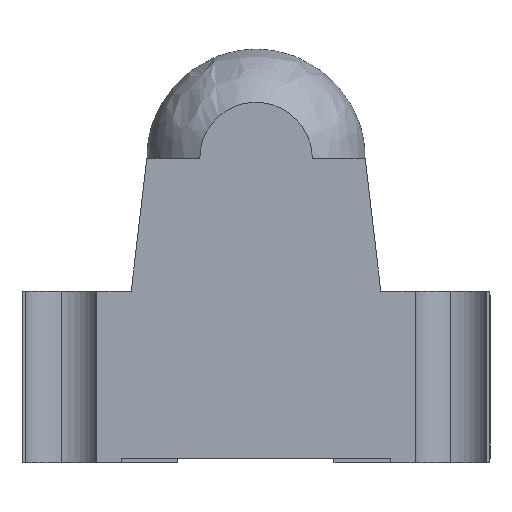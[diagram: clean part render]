
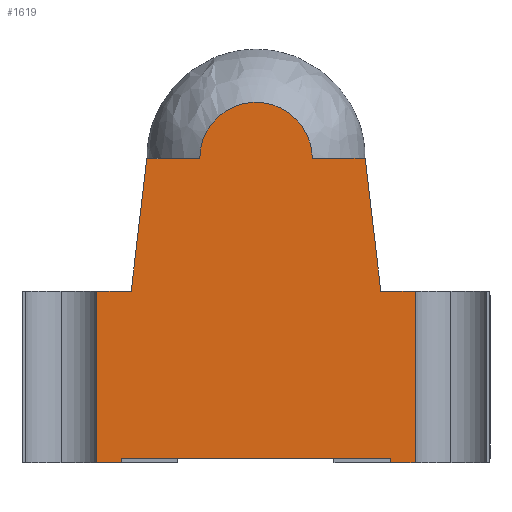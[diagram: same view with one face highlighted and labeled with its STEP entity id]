
A CAD part, left-side view. The second image highlights one B-rep face of the part: STEP entity #1619.
In plain terms, the highlighted planar face has unit normal (-1, 0, 0).
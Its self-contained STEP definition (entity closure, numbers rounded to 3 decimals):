
#30 = CARTESIAN_POINT ( 'NONE',  ( -0.6, 0.799, -0.03 ) ) ;
#33 = CARTESIAN_POINT ( 'NONE',  ( -0.6, 1.5, 0. ) ) ;
#41 = DIRECTION ( 'NONE',  ( 0., -1., 0. ) ) ;
#42 = VERTEX_POINT ( 'NONE', #92 ) ;
#48 = CARTESIAN_POINT ( 'NONE',  ( -0.6, 0.188, 1.171 ) ) ;
#54 = CARTESIAN_POINT ( 'NONE',  ( -0.6, -0.862, -1.07 ) ) ;
#57 = EDGE_CURVE ( 'NONE', #1562, #42, #1609, .T. ) ;
#70 = ORIENTED_EDGE ( 'NONE', *, *, #101, .F. ) ;
#92 = CARTESIAN_POINT ( 'NONE',  ( -0.6, 0.862, -1.07 ) ) ;
#101 = EDGE_CURVE ( 'NONE', #1493, #607, #1336, .T. ) ;
#134 = CARTESIAN_POINT ( 'NONE',  ( -0.6, 0.361, 0.85 ) ) ;
#135 = DIRECTION ( 'NONE',  ( 0., -0.117, -0.993 ) ) ;
#150 = ORIENTED_EDGE ( 'NONE', *, *, #1358, .F. ) ;
#151 = VECTOR ( 'NONE', #177, 1000. ) ;
#153 = VERTEX_POINT ( 'NONE', #397 ) ;
#157 = VERTEX_POINT ( 'NONE', #134 ) ;
#177 = DIRECTION ( 'NONE',  ( 0., -1., 0. ) ) ;
#184 = CARTESIAN_POINT ( 'NONE',  ( -0.6, 0.361, 0.945 ) ) ;
#191 = CARTESIAN_POINT ( 'NONE',  ( -0.6, -0.8, 0. ) ) ;
#226 = CARTESIAN_POINT ( 'NONE',  ( -0.6, 0.799, -1.1 ) ) ;
#229 = VERTEX_POINT ( 'NONE', #1339 ) ;
#296 = CARTESIAN_POINT ( 'NONE',  ( -0.6, 0.8, 0. ) ) ;
#305 = CARTESIAN_POINT ( 'NONE',  ( -0.6, -0.094, 1.211 ) ) ;
#311 = CARTESIAN_POINT ( 'NONE',  ( -0.6, 0.321, 1.038 ) ) ;
#320 = ORIENTED_EDGE ( 'NONE', *, *, #543, .T. ) ;
#325 = CARTESIAN_POINT ( 'NONE',  ( -0.6, 0.094, 1.21 ) ) ;
#333 = AXIS2_PLACEMENT_3D ( 'NONE', #30, #1583, #1323 ) ;
#352 = CARTESIAN_POINT ( 'NONE',  ( -0.6, -0.361, 0.85 ) ) ;
#363 = VECTOR ( 'NONE', #135, 1000. ) ;
#373 = LINE ( 'NONE', #226, #1243 ) ;
#376 = CARTESIAN_POINT ( 'NONE',  ( -0.6, -0.361, 0.85 ) ) ;
#379 = CARTESIAN_POINT ( 'NONE',  ( -0.6, 1.02, -1.1 ) ) ;
#393 = DIRECTION ( 'NONE',  ( 0., -0.117, 0.993 ) ) ;
#397 = CARTESIAN_POINT ( 'NONE',  ( -0.6, -1.02, 0. ) ) ;
#413 = VECTOR ( 'NONE', #1363, 1000. ) ;
#449 = CARTESIAN_POINT ( 'NONE',  ( -0.6, -0.361, 0.85 ) ) ;
#461 = VERTEX_POINT ( 'NONE', #379 ) ;
#481 = ORIENTED_EDGE ( 'NONE', *, *, #57, .F. ) ;
#498 = EDGE_CURVE ( 'NONE', #1477, #229, #373, .T. ) ;
#509 = VECTOR ( 'NONE', #41, 1000. ) ;
#527 = LINE ( 'NONE', #1052, #509 ) ;
#543 = EDGE_CURVE ( 'NONE', #157, #607, #676, .T. ) ;
#547 = VECTOR ( 'NONE', #948, 1000. ) ;
#552 = DIRECTION ( 'NONE',  ( 0., 0., 1. ) ) ;
#562 = CARTESIAN_POINT ( 'NONE',  ( -0.6, -0.862, -1.07 ) ) ;
#565 = LINE ( 'NONE', #1261, #363 ) ;
#582 = VECTOR ( 'NONE', #1242, 1000. ) ;
#587 = DIRECTION ( 'NONE',  ( 0., 1., 0. ) ) ;
#606 = EDGE_CURVE ( 'NONE', #461, #958, #1497, .T. ) ;
#607 = VERTEX_POINT ( 'NONE', #1424 ) ;
#625 = CARTESIAN_POINT ( 'NONE',  ( -0.6, 0.862, -1.1 ) ) ;
#650 = DIRECTION ( 'NONE',  ( 0., 0., 1. ) ) ;
#660 = CARTESIAN_POINT ( 'NONE',  ( -0.6, 1.02, -0.03 ) ) ;
#661 = CARTESIAN_POINT ( 'NONE',  ( -0.6, 0.361, 0.85 ) ) ;
#673 = ORIENTED_EDGE ( 'NONE', *, *, #1634, .F. ) ;
#676 = LINE ( 'NONE', #1383, #870 ) ;
#678 = CARTESIAN_POINT ( 'NONE',  ( -0.6, -1.02, 0. ) ) ;
#688 = LINE ( 'NONE', #678, #1162 ) ;
#705 = ORIENTED_EDGE ( 'NONE', *, *, #1104, .F. ) ;
#707 = EDGE_LOOP ( 'NONE', ( #1578, #150, #1357, #481, #673, #789, #1313, #1355, #900, #862, #1630, #320, #70, #705 ) ) ;
#713 = EDGE_CURVE ( 'NONE', #1477, #153, #688, .T. ) ;
#714 = VERTEX_POINT ( 'NONE', #191 ) ;
#727 = CARTESIAN_POINT ( 'NONE',  ( -0.6, 0.862, -1.07 ) ) ;
#730 = FACE_OUTER_BOUND ( 'NONE', #707, .T. ) ;
#760 = LINE ( 'NONE', #33, #151 ) ;
#789 = ORIENTED_EDGE ( 'NONE', *, *, #498, .F. ) ;
#850 = VERTEX_POINT ( 'NONE', #987 ) ;
#862 = ORIENTED_EDGE ( 'NONE', *, *, #1446, .T. ) ;
#870 = VECTOR ( 'NONE', #1258, 1000. ) ;
#878 = DIRECTION ( 'NONE',  ( 0., 1., 0. ) ) ;
#900 = ORIENTED_EDGE ( 'NONE', *, *, #1268, .F. ) ;
#916 = CARTESIAN_POINT ( 'NONE',  ( -0.6, -1.02, -1.1 ) ) ;
#930 = PLANE ( 'NONE',  #333 ) ;
#935 = VECTOR ( 'NONE', #650, 1000. ) ;
#948 = DIRECTION ( 'NONE',  ( 0., 0., 1. ) ) ;
#956 = CARTESIAN_POINT ( 'NONE',  ( -0.6, -0.322, 1.038 ) ) ;
#958 = VERTEX_POINT ( 'NONE', #1145 ) ;
#987 = CARTESIAN_POINT ( 'NONE',  ( -0.6, -0.7, 0.85 ) ) ;
#990 = CARTESIAN_POINT ( 'NONE',  ( -0.6, 1.5, -1.1 ) ) ;
#1010 = LINE ( 'NONE', #376, #1337 ) ;
#1035 = LINE ( 'NONE', #990, #1271 ) ;
#1041 = EDGE_CURVE ( 'NONE', #714, #153, #527, .T. ) ;
#1052 = CARTESIAN_POINT ( 'NONE',  ( -0.6, 0.799, 0. ) ) ;
#1080 = LINE ( 'NONE', #727, #413 ) ;
#1104 = EDGE_CURVE ( 'NONE', #958, #1493, #760, .T. ) ;
#1129 = LINE ( 'NONE', #562, #547 ) ;
#1143 = CARTESIAN_POINT ( 'NONE',  ( -0.6, 0.8, 0. ) ) ;
#1145 = CARTESIAN_POINT ( 'NONE',  ( -0.6, 1.02, 0. ) ) ;
#1162 = VECTOR ( 'NONE', #552, 1000. ) ;
#1173 = DIRECTION ( 'NONE',  ( 0., 1., 0. ) ) ;
#1190 = CARTESIAN_POINT ( 'NONE',  ( -0.6, -0.187, 1.172 ) ) ;
#1200 = CARTESIAN_POINT ( 'NONE',  ( -0.6, -0.361, 0.945 ) ) ;
#1201 = EDGE_CURVE ( 'NONE', #42, #1319, #1080, .T. ) ;
#1242 = DIRECTION ( 'NONE',  ( 0., 1., 0. ) ) ;
#1243 = VECTOR ( 'NONE', #587, 1000. ) ;
#1250 = VERTEX_POINT ( 'NONE', #352 ) ;
#1258 = DIRECTION ( 'NONE',  ( 0., 1., 0. ) ) ;
#1261 = CARTESIAN_POINT ( 'NONE',  ( -0.6, -0.7, 0.85 ) ) ;
#1268 = EDGE_CURVE ( 'NONE', #850, #714, #565, .T. ) ;
#1271 = VECTOR ( 'NONE', #878, 1000. ) ;
#1313 = ORIENTED_EDGE ( 'NONE', *, *, #713, .T. ) ;
#1319 = VERTEX_POINT ( 'NONE', #625 ) ;
#1323 = DIRECTION ( 'NONE',  ( 0., 0., -1. ) ) ;
#1336 = LINE ( 'NONE', #1143, #1469 ) ;
#1337 = VECTOR ( 'NONE', #1173, 1000. ) ;
#1339 = CARTESIAN_POINT ( 'NONE',  ( -0.6, -0.862, -1.1 ) ) ;
#1355 = ORIENTED_EDGE ( 'NONE', *, *, #1041, .F. ) ;
#1357 = ORIENTED_EDGE ( 'NONE', *, *, #1201, .F. ) ;
#1358 = EDGE_CURVE ( 'NONE', #1319, #461, #1035, .T. ) ;
#1363 = DIRECTION ( 'NONE',  ( 0., 0., -1. ) ) ;
#1383 = CARTESIAN_POINT ( 'NONE',  ( -0.6, 0.7, 0.85 ) ) ;
#1411 = B_SPLINE_CURVE_WITH_KNOTS ( 'NONE', 3,
 ( #661, #184, #311, #48, #325, #305, #1190, #956, #1200, #449 ),
 .UNSPECIFIED., .F., .F.,
 ( 4, 2, 2, 2, 4 ),
 ( 0., 0., 0.001, 0.001, 0.001 ),
 .UNSPECIFIED. ) ;
#1424 = CARTESIAN_POINT ( 'NONE',  ( -0.6, 0.7, 0.85 ) ) ;
#1446 = EDGE_CURVE ( 'NONE', #850, #1250, #1010, .T. ) ;
#1469 = VECTOR ( 'NONE', #393, 1000. ) ;
#1477 = VERTEX_POINT ( 'NONE', #916 ) ;
#1493 = VERTEX_POINT ( 'NONE', #296 ) ;
#1497 = LINE ( 'NONE', #660, #935 ) ;
#1562 = VERTEX_POINT ( 'NONE', #54 ) ;
#1578 = ORIENTED_EDGE ( 'NONE', *, *, #606, .F. ) ;
#1579 = EDGE_CURVE ( 'NONE', #157, #1250, #1411, .T. ) ;
#1583 = DIRECTION ( 'NONE',  ( 1., 0., 0. ) ) ;
#1609 = LINE ( 'NONE', #1610, #582 ) ;
#1610 = CARTESIAN_POINT ( 'NONE',  ( -0.6, 1.2, -1.07 ) ) ;
#1619 = ADVANCED_FACE ( 'NONE', ( #730 ), #930, .F. ) ;
#1630 = ORIENTED_EDGE ( 'NONE', *, *, #1579, .F. ) ;
#1634 = EDGE_CURVE ( 'NONE', #229, #1562, #1129, .T. ) ;
